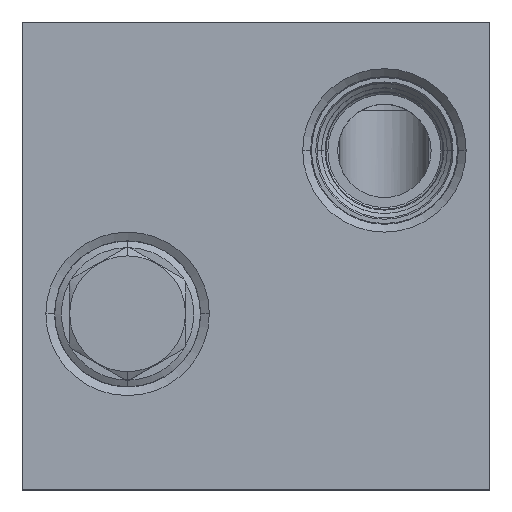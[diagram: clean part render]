
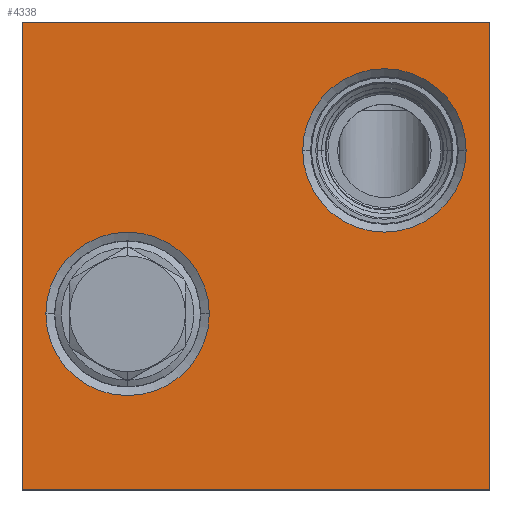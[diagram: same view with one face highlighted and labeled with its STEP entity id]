
A CAD part, top view. The second image highlights one B-rep face of the part: STEP entity #4338.
In plain terms, the highlighted planar face has unit normal (0, 0, 1).
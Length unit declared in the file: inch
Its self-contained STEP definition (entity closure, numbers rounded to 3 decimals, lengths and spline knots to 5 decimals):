
#153=DIRECTION('',(0.,-1.,0.));
#154=VECTOR('',#153,5.);
#155=CARTESIAN_POINT('',(0.,0.,6.125));
#156=LINE('',#155,#154);
#157=DIRECTION('',(-1.,0.,0.));
#158=VECTOR('',#157,5.);
#159=CARTESIAN_POINT('',(5.,0.,6.125));
#160=LINE('',#159,#158);
#161=DIRECTION('',(0.,1.,0.));
#162=VECTOR('',#161,5.);
#163=CARTESIAN_POINT('',(5.,-5.,6.125));
#164=LINE('',#163,#162);
#165=DIRECTION('',(1.,0.,0.));
#166=VECTOR('',#165,5.);
#167=CARTESIAN_POINT('',(0.,-5.,6.125));
#168=LINE('',#167,#166);
#169=CARTESIAN_POINT('',(1.125,-3.125,6.125));
#170=DIRECTION('',(0.,0.,-1.));
#171=DIRECTION('',(-1.,0.,0.));
#172=AXIS2_PLACEMENT_3D('',#169,#170,#171);
#174=CARTESIAN_POINT('',(1.125,-3.125,6.125));
#175=DIRECTION('',(0.,0.,-1.));
#176=DIRECTION('',(1.,0.,0.));
#177=AXIS2_PLACEMENT_3D('',#174,#175,#176);
#179=CARTESIAN_POINT('',(3.875,-1.375,6.125));
#180=DIRECTION('',(0.,0.,-1.));
#181=DIRECTION('',(-1.,0.,0.));
#182=AXIS2_PLACEMENT_3D('',#179,#180,#181);
#184=CARTESIAN_POINT('',(3.875,-1.375,6.125));
#185=DIRECTION('',(0.,0.,-1.));
#186=DIRECTION('',(1.,0.,0.));
#187=AXIS2_PLACEMENT_3D('',#184,#185,#186);
#3693=CARTESIAN_POINT('',(0.,0.,6.125));
#3694=CARTESIAN_POINT('',(0.,-5.,6.125));
#3695=VERTEX_POINT('',#3693);
#3696=VERTEX_POINT('',#3694);
#3697=CARTESIAN_POINT('',(5.,-5.,6.125));
#3698=VERTEX_POINT('',#3697);
#3699=CARTESIAN_POINT('',(5.,0.,6.125));
#3700=VERTEX_POINT('',#3699);
#4067=CARTESIAN_POINT('',(0.25,-3.125,6.125));
#4068=CARTESIAN_POINT('',(2.,-3.125,6.125));
#4069=VERTEX_POINT('',#4067);
#4070=VERTEX_POINT('',#4068);
#4145=CARTESIAN_POINT('',(3.,-1.375,6.125));
#4146=CARTESIAN_POINT('',(4.75,-1.375,6.125));
#4147=VERTEX_POINT('',#4145);
#4148=VERTEX_POINT('',#4146);
#4315=CARTESIAN_POINT('',(0.,0.,6.125));
#4316=DIRECTION('',(0.,0.,1.));
#4317=DIRECTION('',(1.,0.,0.));
#4318=AXIS2_PLACEMENT_3D('',#4315,#4316,#4317);
#4319=PLANE('',#4318);
#4320=ORIENTED_EDGE('',*,*,#4207,.F.);
#4321=ORIENTED_EDGE('',*,*,#4234,.F.);
#4322=ORIENTED_EDGE('',*,*,#4260,.F.);
#4323=ORIENTED_EDGE('',*,*,#4285,.F.);
#4324=EDGE_LOOP('',(#4320,#4321,#4322,#4323));
#4325=FACE_OUTER_BOUND('',#4324,.F.);
#4327=ORIENTED_EDGE('',*,*,#4326,.F.);
#4329=ORIENTED_EDGE('',*,*,#4328,.F.);
#4330=EDGE_LOOP('',(#4327,#4329));
#4331=FACE_BOUND('',#4330,.F.);
#4333=ORIENTED_EDGE('',*,*,#4332,.F.);
#4335=ORIENTED_EDGE('',*,*,#4334,.F.);
#4336=EDGE_LOOP('',(#4333,#4335));
#4337=FACE_BOUND('',#4336,.F.);
#4338=ADVANCED_FACE('',(#4325,#4331,#4337),#4319,.T.);
#173=CIRCLE('',#172,0.875);
#178=CIRCLE('',#177,0.875);
#183=CIRCLE('',#182,0.875);
#188=CIRCLE('',#187,0.875);
#4207=EDGE_CURVE('',#3695,#3696,#156,.T.);
#4234=EDGE_CURVE('',#3700,#3695,#160,.T.);
#4260=EDGE_CURVE('',#3698,#3700,#164,.T.);
#4285=EDGE_CURVE('',#3696,#3698,#168,.T.);
#4326=EDGE_CURVE('',#4069,#4070,#173,.T.);
#4328=EDGE_CURVE('',#4070,#4069,#178,.T.);
#4332=EDGE_CURVE('',#4147,#4148,#183,.T.);
#4334=EDGE_CURVE('',#4148,#4147,#188,.T.);
